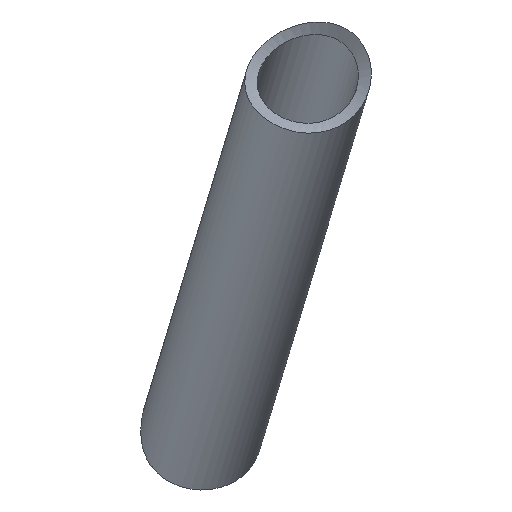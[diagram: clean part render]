
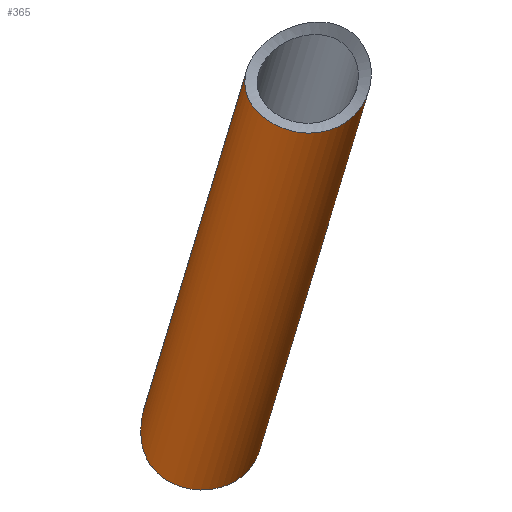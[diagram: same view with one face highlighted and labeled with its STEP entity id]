
A CAD part, isometric view. The second image highlights one B-rep face of the part: STEP entity #365.
In plain terms, the highlighted cylindrical face has radius 7.5 mm (diameter 15 mm), a partial arc.
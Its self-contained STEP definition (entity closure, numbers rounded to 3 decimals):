
#58=CARTESIAN_POINT('Control Point',(-1985.667,283.942,142.695)) ;
#59=CARTESIAN_POINT('Control Point',(-1985.72,283.178,142.294)) ;
#60=CARTESIAN_POINT('Control Point',(-1985.688,282.359,141.984)) ;
#61=CARTESIAN_POINT('Control Point',(-1985.556,281.53,141.742)) ;
#62=CARTESIAN_POINT('Control Point',(-1985.154,280.148,141.423)) ;
#63=CARTESIAN_POINT('Control Point',(-1984.445,278.877,141.243)) ;
#64=CARTESIAN_POINT('Control Point',(-1984.105,278.387,141.191)) ;
#65=CARTESIAN_POINT('Control Point',(-1983.221,277.354,141.121)) ;
#66=CARTESIAN_POINT('Control Point',(-1982.119,276.547,141.158)) ;
#67=CARTESIAN_POINT('Control Point',(-1981.445,276.18,141.213)) ;
#68=CARTESIAN_POINT('Control Point',(-1979.848,275.562,141.412)) ;
#69=CARTESIAN_POINT('Control Point',(-1978.166,275.397,141.791)) ;
#70=CARTESIAN_POINT('Control Point',(-1977.242,275.439,142.062)) ;
#71=CARTESIAN_POINT('Control Point',(-1976.356,275.599,142.406)) ;
#72=CARTESIAN_POINT('Control Point',(-1975.558,275.846,142.86)) ;
#73=CARTESIAN_POINT('Vertex',(-1985.667,283.942,142.695)) ;
#75=CARTESIAN_POINT('Vertex',(-1975.558,275.846,142.86)) ;
#169=CARTESIAN_POINT('Control Point',(-1985.667,283.942,142.695)) ;
#170=CARTESIAN_POINT('Control Point',(-1985.693,284.242,142.972)) ;
#171=CARTESIAN_POINT('Control Point',(-1985.703,284.522,143.273)) ;
#172=CARTESIAN_POINT('Control Point',(-1985.701,284.775,143.597)) ;
#173=CARTESIAN_POINT('Control Point',(-1985.675,285.227,144.299)) ;
#174=CARTESIAN_POINT('Control Point',(-1985.622,285.546,145.07)) ;
#175=CARTESIAN_POINT('Control Point',(-1985.591,285.671,145.475)) ;
#176=CARTESIAN_POINT('Control Point',(-1985.507,285.906,146.511)) ;
#177=CARTESIAN_POINT('Control Point',(-1985.414,285.962,147.574)) ;
#178=CARTESIAN_POINT('Control Point',(-1985.356,285.944,148.213)) ;
#179=CARTESIAN_POINT('Control Point',(-1985.294,285.888,148.848)) ;
#180=CARTESIAN_POINT('Control Point',(-1985.226,285.799,149.478)) ;
#181=CARTESIAN_POINT('Vertex',(-1985.226,285.799,149.478)) ;
#221=CARTESIAN_POINT('Vertex',(-1974.425,276.123,144.385)) ;
#225=CARTESIAN_POINT('Control Point',(-1974.425,276.123,144.385)) ;
#226=CARTESIAN_POINT('Control Point',(-1974.71,276.02,143.818)) ;
#227=CARTESIAN_POINT('Control Point',(-1975.098,275.916,143.304)) ;
#228=CARTESIAN_POINT('Control Point',(-1975.558,275.846,142.86)) ;
#318=CARTESIAN_POINT('Axis2P3D Location',(-2023.625,227.802,222.119)) ;
#323=CARTESIAN_POINT('Line Origine',(-2028.306,233.514,223.431)) ;
#327=CARTESIAN_POINT('Vertex',(-2068.118,185.194,291.774)) ;
#330=CARTESIAN_POINT('Line Origine',(-2018.944,222.091,220.808)) ;
#334=CARTESIAN_POINT('Vertex',(-2062.269,169.508,295.181)) ;
#338=CARTESIAN_POINT('Control Point',(-2068.118,185.194,291.774)) ;
#339=CARTESIAN_POINT('Control Point',(-2069.156,184.405,291.505)) ;
#340=CARTESIAN_POINT('Control Point',(-2070.06,183.398,291.39)) ;
#341=CARTESIAN_POINT('Control Point',(-2070.816,182.307,291.356)) ;
#342=CARTESIAN_POINT('Control Point',(-2071.73,180.622,291.373)) ;
#343=CARTESIAN_POINT('Control Point',(-2072.319,178.816,291.419)) ;
#344=CARTESIAN_POINT('Control Point',(-2072.466,178.251,291.434)) ;
#345=CARTESIAN_POINT('Control Point',(-2072.741,176.81,291.463)) ;
#346=CARTESIAN_POINT('Control Point',(-2072.736,175.338,291.464)) ;
#347=CARTESIAN_POINT('Control Point',(-2072.609,174.45,291.447)) ;
#348=CARTESIAN_POINT('Control Point',(-2072.013,172.647,291.379)) ;
#349=CARTESIAN_POINT('Control Point',(-2070.806,171.153,291.356)) ;
#350=CARTESIAN_POINT('Control Point',(-2070.022,170.492,291.392)) ;
#351=CARTESIAN_POINT('Control Point',(-2067.922,169.206,291.695)) ;
#352=CARTESIAN_POINT('Control Point',(-2065.606,168.712,292.574)) ;
#353=CARTESIAN_POINT('Control Point',(-2064.306,168.706,293.325)) ;
#354=CARTESIAN_POINT('Control Point',(-2063.184,168.975,294.235)) ;
#355=CARTESIAN_POINT('Control Point',(-2062.269,169.508,295.181)) ;
#319=DIRECTION('Axis2P3D Direction',(0.43,0.521,-0.737)) ;
#320=DIRECTION('Axis2P3D XDirection',(0.624,-0.762,-0.175)) ;
#324=DIRECTION('Vector Direction',(0.43,0.521,-0.737)) ;
#331=DIRECTION('Vector Direction',(0.43,0.521,-0.737)) ;
#321=AXIS2_PLACEMENT_3D('Cylinder Axis2P3D',#318,#319,#320) ;
#358=ORIENTED_EDGE('',*,*,#329,.T.) ;
#359=ORIENTED_EDGE('',*,*,#183,.F.) ;
#360=ORIENTED_EDGE('',*,*,#77,.T.) ;
#361=ORIENTED_EDGE('',*,*,#229,.F.) ;
#362=ORIENTED_EDGE('',*,*,#336,.F.) ;
#363=ORIENTED_EDGE('',*,*,#356,.F.) ;
#325=VECTOR('Line Direction',#324,1.) ;
#332=VECTOR('Line Direction',#331,1.) ;
#365=ADVANCED_FACE('Corps principal',(#364),#322,.T.) ;
#57=B_SPLINE_CURVE_WITH_KNOTS('',5,(#58,#59,#60,#61,#62,#63,#64,#65,#66,#67,#68,#69,#70,#71,#72),.UNSPECIFIED.,.F.,.U.,(6,3,3,3,6),(2.203,8.318,12.52,17.891,24.612),.UNSPECIFIED.) ;
#168=B_SPLINE_CURVE_WITH_KNOTS('',5,(#169,#170,#171,#172,#173,#174,#175,#176,#177,#178,#179,#180),.UNSPECIFIED.,.F.,.U.,(6,3,3,6),(2.794,5.687,8.68,13.202),.UNSPECIFIED.) ;
#224=B_SPLINE_CURVE_WITH_KNOTS('',3,(#225,#226,#227,#228),.UNSPECIFIED.,.F.,.U.,(4,4),(0.,2.728),.UNSPECIFIED.) ;
#337=B_SPLINE_CURVE_WITH_KNOTS('',5,(#338,#339,#340,#341,#342,#343,#344,#345,#346,#347,#348,#349,#350,#351,#352,#353,#354,#355),.UNSPECIFIED.,.F.,.U.,(6,3,3,3,3,6),(0.,9.266,13.378,19.607,26.591,36.583),.UNSPECIFIED.) ;
#322=CYLINDRICAL_SURFACE('generated cylinder',#321,7.5) ;
#77=EDGE_CURVE('',#74,#76,#57,.T.) ;
#183=EDGE_CURVE('',#74,#182,#168,.T.) ;
#229=EDGE_CURVE('',#222,#76,#224,.T.) ;
#329=EDGE_CURVE('',#328,#182,#326,.T.) ;
#336=EDGE_CURVE('',#335,#222,#333,.T.) ;
#356=EDGE_CURVE('',#328,#335,#337,.T.) ;
#357=EDGE_LOOP('',(#358,#359,#360,#361,#362,#363)) ;
#364=FACE_OUTER_BOUND('',#357,.T.) ;
#326=LINE('Line',#323,#325) ;
#333=LINE('Line',#330,#332) ;
#74=VERTEX_POINT('',#73) ;
#76=VERTEX_POINT('',#75) ;
#182=VERTEX_POINT('',#181) ;
#222=VERTEX_POINT('',#221) ;
#328=VERTEX_POINT('',#327) ;
#335=VERTEX_POINT('',#334) ;
